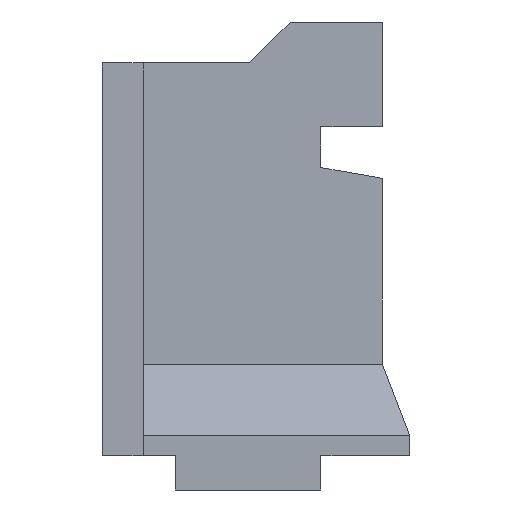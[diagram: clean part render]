
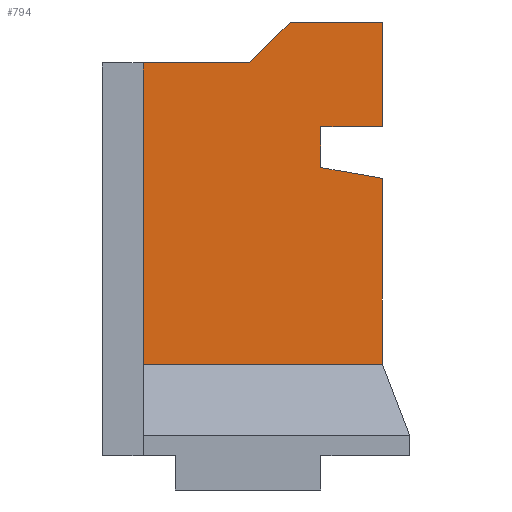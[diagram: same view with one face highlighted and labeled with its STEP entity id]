
A CAD part, left-side view. The second image highlights one B-rep face of the part: STEP entity #794.
In plain terms, the highlighted planar face has unit normal (-1, 0, 0).
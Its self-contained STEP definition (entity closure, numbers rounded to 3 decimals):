
#727 = ORIENTED_EDGE ( 'NONE', *, *, #755, .F. ) ;
#755 = EDGE_CURVE ( 'NONE', #758, #778, #2168, .T. ) ;
#756 = EDGE_CURVE ( 'NONE', #764, #771, #2164, .T. ) ;
#757 = ORIENTED_EDGE ( 'NONE', *, *, #763, .F. ) ;
#758 = VERTEX_POINT ( 'NONE', #2160 ) ;
#759 = ORIENTED_EDGE ( 'NONE', *, *, #760, .F. ) ;
#760 = EDGE_CURVE ( 'NONE', #774, #768, #2225, .T. ) ;
#763 = EDGE_CURVE ( 'NONE', #771, #758, #2215, .T. ) ;
#764 = VERTEX_POINT ( 'NONE', #2211 ) ;
#765 = VERTEX_POINT ( 'NONE', #2210 ) ;
#766 = ORIENTED_EDGE ( 'NONE', *, *, #767, .F. ) ;
#767 = EDGE_CURVE ( 'NONE', #768, #765, #2209, .T. ) ;
#768 = VERTEX_POINT ( 'NONE', #2205 ) ;
#769 = ORIENTED_EDGE ( 'NONE', *, *, #770, .F. ) ;
#770 = EDGE_CURVE ( 'NONE', #765, #764, #2204, .T. ) ;
#771 = VERTEX_POINT ( 'NONE', #2200 ) ;
#772 = ORIENTED_EDGE ( 'NONE', *, *, #756, .F. ) ;
#773 = VERTEX_POINT ( 'NONE', #2199 ) ;
#774 = VERTEX_POINT ( 'NONE', #2198 ) ;
#775 = ORIENTED_EDGE ( 'NONE', *, *, #776, .F. ) ;
#776 = EDGE_CURVE ( 'NONE', #773, #774, #2197, .T. ) ;
#777 = EDGE_CURVE ( 'NONE', #778, #784, #2259, .T. ) ;
#778 = VERTEX_POINT ( 'NONE', #2255 ) ;
#779 = ORIENTED_EDGE ( 'NONE', *, *, #783, .F. ) ;
#780 = VERTEX_POINT ( 'NONE', #2254 ) ;
#781 = ORIENTED_EDGE ( 'NONE', *, *, #782, .T. ) ;
#782 = EDGE_CURVE ( 'NONE', #773, #780, #2253, .T. ) ;
#783 = EDGE_CURVE ( 'NONE', #784, #780, #2249, .T. ) ;
#784 = VERTEX_POINT ( 'NONE', #2245 ) ;
#785 = ORIENTED_EDGE ( 'NONE', *, *, #777, .F. ) ;
#793 = EDGE_LOOP ( 'NONE', ( #775, #781, #779, #785, #727, #757, #772, #769, #766, #759 ) ) ;
#794 = ADVANCED_FACE ( 'NONE', ( #2277 ), #2276, .F. ) ;
#2160 = CARTESIAN_POINT ( 'NONE',  ( -9.55, 1.875, 1.895 ) ) ;
#2161 = DIRECTION ( 'NONE',  ( 0., 0., -1. ) ) ;
#2162 = VECTOR ( 'NONE', #2161, 1000. ) ;
#2163 = CARTESIAN_POINT ( 'NONE',  ( -9.55, 0.975, 1.895 ) ) ;
#2164 = LINE ( 'NONE', #2163, #2162 ) ;
#2165 = DIRECTION ( 'NONE',  ( 0., 0., -1. ) ) ;
#2166 = VECTOR ( 'NONE', #2165, 1000. ) ;
#2167 = CARTESIAN_POINT ( 'NONE',  ( -9.55, 1.875, 1.295 ) ) ;
#2168 = LINE ( 'NONE', #2167, #2166 ) ;
#2194 = DIRECTION ( 'NONE',  ( 0., 0., 1. ) ) ;
#2195 = VECTOR ( 'NONE', #2194, 1000. ) ;
#2196 = CARTESIAN_POINT ( 'NONE',  ( -9.55, 4.475, -1.586 ) ) ;
#2197 = LINE ( 'NONE', #2196, #2195 ) ;
#2198 = CARTESIAN_POINT ( 'NONE',  ( -9.55, 4.475, 2.825 ) ) ;
#2199 = CARTESIAN_POINT ( 'NONE',  ( -9.55, 4.475, -1.586 ) ) ;
#2200 = CARTESIAN_POINT ( 'NONE',  ( -9.55, 0.975, 1.895 ) ) ;
#2201 = DIRECTION ( 'NONE',  ( 0., -1., 0. ) ) ;
#2202 = VECTOR ( 'NONE', #2201, 1000. ) ;
#2203 = CARTESIAN_POINT ( 'NONE',  ( -9.55, 5.075, 3.425 ) ) ;
#2204 = LINE ( 'NONE', #2203, #2202 ) ;
#2205 = CARTESIAN_POINT ( 'NONE',  ( -9.55, 2.925, 2.825 ) ) ;
#2206 = DIRECTION ( 'NONE',  ( 0., -0.707, 0.707 ) ) ;
#2207 = VECTOR ( 'NONE', #2206, 1000. ) ;
#2208 = CARTESIAN_POINT ( 'NONE',  ( -9.55, 2.325, 3.425 ) ) ;
#2209 = LINE ( 'NONE', #2208, #2207 ) ;
#2210 = CARTESIAN_POINT ( 'NONE',  ( -9.55, 2.325, 3.425 ) ) ;
#2211 = CARTESIAN_POINT ( 'NONE',  ( -9.55, 0.975, 3.425 ) ) ;
#2212 = DIRECTION ( 'NONE',  ( 0., 1., 0. ) ) ;
#2213 = VECTOR ( 'NONE', #2212, 1000. ) ;
#2214 = CARTESIAN_POINT ( 'NONE',  ( -9.55, 1.875, 1.895 ) ) ;
#2215 = LINE ( 'NONE', #2214, #2213 ) ;
#2222 = DIRECTION ( 'NONE',  ( 0., -1., 0. ) ) ;
#2223 = VECTOR ( 'NONE', #2222, 1000. ) ;
#2224 = CARTESIAN_POINT ( 'NONE',  ( -9.55, 2.925, 2.825 ) ) ;
#2225 = LINE ( 'NONE', #2224, #2223 ) ;
#2245 = CARTESIAN_POINT ( 'NONE',  ( -9.55, 0.975, 1.136 ) ) ;
#2246 = DIRECTION ( 'NONE',  ( 0., 0., -1. ) ) ;
#2247 = VECTOR ( 'NONE', #2246, 1000. ) ;
#2248 = CARTESIAN_POINT ( 'NONE',  ( -9.55, 0.975, -0.138 ) ) ;
#2249 = LINE ( 'NONE', #2248, #2247 ) ;
#2250 = DIRECTION ( 'NONE',  ( 0., -1., 0. ) ) ;
#2251 = VECTOR ( 'NONE', #2250, 1000. ) ;
#2252 = CARTESIAN_POINT ( 'NONE',  ( -9.55, 5.075, -1.586 ) ) ;
#2253 = LINE ( 'NONE', #2252, #2251 ) ;
#2254 = CARTESIAN_POINT ( 'NONE',  ( -9.55, 0.975, -1.586 ) ) ;
#2255 = CARTESIAN_POINT ( 'NONE',  ( -9.55, 1.875, 1.295 ) ) ;
#2256 = DIRECTION ( 'NONE',  ( 0., -0.985, -0.174 ) ) ;
#2257 = VECTOR ( 'NONE', #2256, 1000. ) ;
#2258 = CARTESIAN_POINT ( 'NONE',  ( -9.55, 0.975, 1.136 ) ) ;
#2259 = LINE ( 'NONE', #2258, #2257 ) ;
#2272 = DIRECTION ( 'NONE',  ( 0., 0., -1. ) ) ;
#2273 = DIRECTION ( 'NONE',  ( 1., 0., 0. ) ) ;
#2274 = CARTESIAN_POINT ( 'NONE',  ( -9.55, 5.075, -1.586 ) ) ;
#2275 = AXIS2_PLACEMENT_3D ( 'NONE', #2274, #2273, #2272 ) ;
#2276 = PLANE ( 'NONE',  #2275 ) ;
#2277 = FACE_OUTER_BOUND ( 'NONE', #793, .T. ) ;
